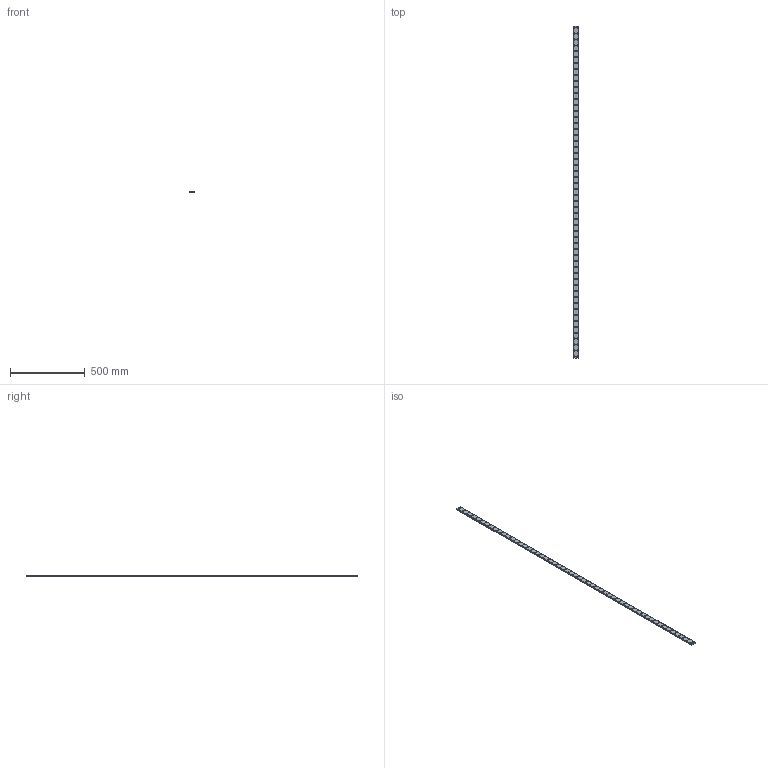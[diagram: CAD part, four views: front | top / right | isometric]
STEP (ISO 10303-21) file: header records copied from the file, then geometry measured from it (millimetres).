
FILE_DESCRIPTION(('STEP AP214'),'1');
FILE_NAME('cctmp_B7CF844A-C695-4EB4-A327-49449422FDC9_2021_03_02_11_14_40_0628..stp','2021-03-02T10:14:41',('HIWIN GmbH'),('CADClick - www.CADClick.com'),'Spatial InterOp 3D',' ','unknown authorization');
FILE_SCHEMA(('AUTOMOTIVE_DESIGN'));
Length unit declared in the file: millimetre
Products named in the file (1): WER17R2220H_FILE
Bounding box: 33 x 2220 x 9.3 mm (x, y, z)
Volume: 612916.7 mm3; surface area: 217369.9 mm2
Topology: 1 solids, 1 shells, 1111 faces, 2307 edges, 1538 vertices
Faces by surface type: cylinder 690, plane 421
Entity records: 39093 total; most frequent: DIRECTION 5911, CARTESIAN_POINT 4957, ORIENTED_EDGE 4614, AXIS2_PLACEMENT_3D 2492, EDGE_CURVE 2307, VERTEX_POINT 1538, EDGE_LOOP 1451, CIRCLE 1380
